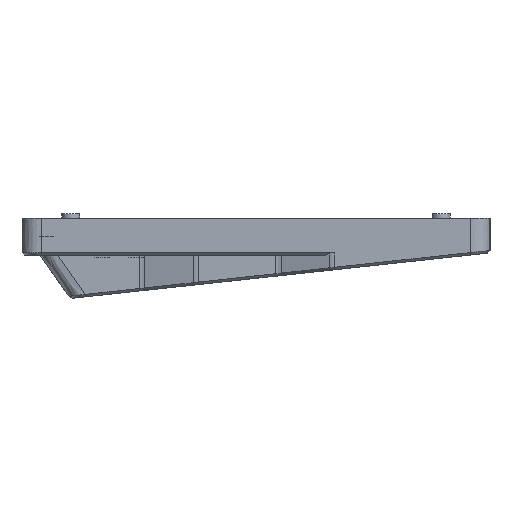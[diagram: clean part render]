
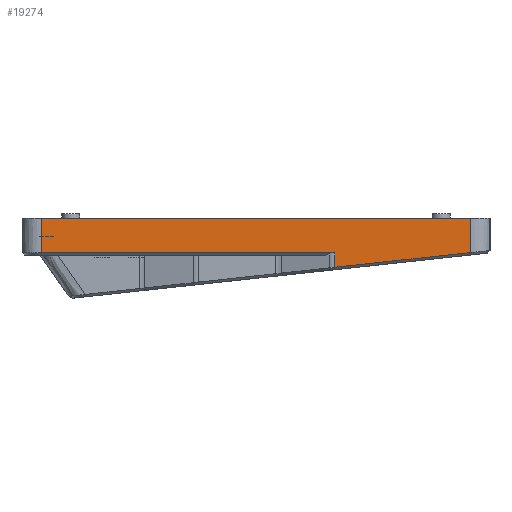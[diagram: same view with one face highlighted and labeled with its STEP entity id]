
A CAD part, left-side view. The second image highlights one B-rep face of the part: STEP entity #19274.
In plain terms, the highlighted planar face has unit normal (-1, 0, 0).
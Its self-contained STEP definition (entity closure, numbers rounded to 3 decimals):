
#2555=FACE_OUTER_BOUND('',#3663,.T.);
#3663=EDGE_LOOP('',(#17736,#17737,#17738,#17739,#17740,#17741,#17742,#17743));
#4244=B_SPLINE_CURVE_WITH_KNOTS('',3,(#41722,#41723,#41724,#41725),
 .UNSPECIFIED.,.F.,.F.,(4,4),(-0.005,0.),.UNSPECIFIED.);
#4258=B_SPLINE_CURVE_WITH_KNOTS('',3,(#42088,#42089,#42090,#42091),
 .UNSPECIFIED.,.F.,.F.,(4,4),(0.33,0.38),
 .UNSPECIFIED.);
#5298=LINE('',#35669,#6807);
#5527=LINE('',#38454,#7036);
#5714=LINE('',#41560,#7223);
#5740=LINE('',#42087,#7249);
#5742=LINE('',#42099,#7251);
#5743=LINE('',#42100,#7252);
#6807=VECTOR('',#21947,10.);
#7036=VECTOR('',#22402,10.);
#7223=VECTOR('',#22953,10.);
#7249=VECTOR('',#22989,10.);
#7251=VECTOR('',#22993,10.);
#7252=VECTOR('',#22994,10.);
#8772=VERTEX_POINT('',#35645);
#8773=VERTEX_POINT('',#35668);
#9007=VERTEX_POINT('',#38386);
#9008=VERTEX_POINT('',#38415);
#9176=VERTEX_POINT('',#41556);
#9177=VERTEX_POINT('',#41558);
#9178=VERTEX_POINT('',#41625);
#9198=VERTEX_POINT('',#42086);
#11354=EDGE_CURVE('',#8773,#8772,#5298,.T.);
#11704=EDGE_CURVE('',#9008,#9007,#5527,.T.);
#12020=EDGE_CURVE('',#9177,#9176,#5714,.T.);
#12029=EDGE_CURVE('',#9178,#9177,#4244,.T.);
#12063=EDGE_CURVE('',#9176,#9198,#5740,.T.);
#12064=EDGE_CURVE('',#9008,#9198,#4258,.T.);
#12067=EDGE_CURVE('',#8773,#9178,#5742,.T.);
#12068=EDGE_CURVE('',#9007,#8772,#5743,.T.);
#17736=ORIENTED_EDGE('',*,*,#12064,.T.);
#17737=ORIENTED_EDGE('',*,*,#12063,.F.);
#17738=ORIENTED_EDGE('',*,*,#12020,.F.);
#17739=ORIENTED_EDGE('',*,*,#12029,.F.);
#17740=ORIENTED_EDGE('',*,*,#12067,.F.);
#17741=ORIENTED_EDGE('',*,*,#11354,.T.);
#17742=ORIENTED_EDGE('',*,*,#12068,.F.);
#17743=ORIENTED_EDGE('',*,*,#11704,.F.);
#18255=PLANE('',#20034);
#19274=ADVANCED_FACE('',(#2555),#18255,.T.);
#20034=AXIS2_PLACEMENT_3D('',#42098,#22991,#22992);
#21947=DIRECTION('',(0.,1.,0.));
#22402=DIRECTION('',(0.,1.,0.));
#22953=DIRECTION('',(0.,0.994,-0.108));
#22989=DIRECTION('',(0.,0.,1.));
#22991=DIRECTION('center_axis',(-1.,0.,0.));
#22992=DIRECTION('ref_axis',(0.,1.,0.));
#22993=DIRECTION('',(0.,0.,-1.));
#22994=DIRECTION('',(0.,0.,1.));
#35645=CARTESIAN_POINT('',(-6.475,-17.338,-3.7));
#35668=CARTESIAN_POINT('',(-6.475,-105.488,-3.7));
#35669=CARTESIAN_POINT('',(-6.475,-37.375,-3.7));
#38386=CARTESIAN_POINT('',(-6.475,-17.338,-10.795));
#38415=CARTESIAN_POINT('',(-6.475,-77.569,-10.795));
#38454=CARTESIAN_POINT('',(-6.475,-63.264,-10.795));
#41556=CARTESIAN_POINT('',(-6.475,-77.569,-13.815));
#41558=CARTESIAN_POINT('',(-6.475,-105.434,-10.787));
#41560=CARTESIAN_POINT('',(-6.475,-109.817,-10.311));
#41625=CARTESIAN_POINT('',(-6.475,-105.488,-10.782));
#41722=CARTESIAN_POINT('Ctrl Pts',(-6.475,-105.488,
-10.782));
#41723=CARTESIAN_POINT('Ctrl Pts',(-6.475,-105.469,
-10.784));
#41724=CARTESIAN_POINT('Ctrl Pts',(-6.475,-105.451,
-10.786));
#41725=CARTESIAN_POINT('Ctrl Pts',(-6.475,-105.434,
-10.787));
#42086=CARTESIAN_POINT('',(-6.475,-77.569,-11.295));
#42087=CARTESIAN_POINT('',(-6.475,-77.569,-7.498));
#42088=CARTESIAN_POINT('Ctrl Pts',(-6.475,-77.569,-10.795));
#42089=CARTESIAN_POINT('Ctrl Pts',(-6.475,-77.569,-10.962));
#42090=CARTESIAN_POINT('Ctrl Pts',(-6.475,-77.569,-11.129));
#42091=CARTESIAN_POINT('Ctrl Pts',(-6.475,-77.569,-11.295));
#42098=CARTESIAN_POINT('Origin',(-6.475,-109.488,-3.7));
#42099=CARTESIAN_POINT('',(-6.475,-105.488,-3.7));
#42100=CARTESIAN_POINT('',(-6.475,-17.338,-3.7));
